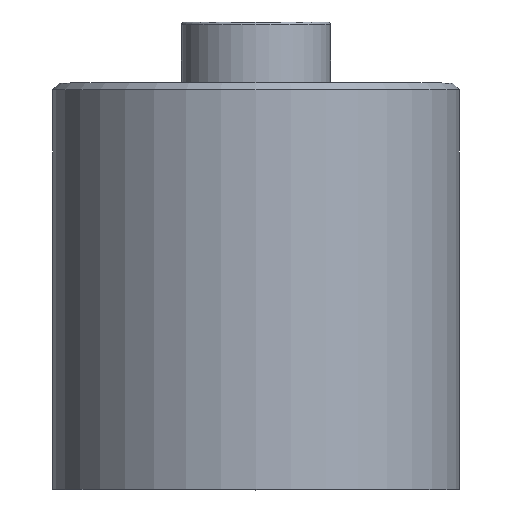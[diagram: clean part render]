
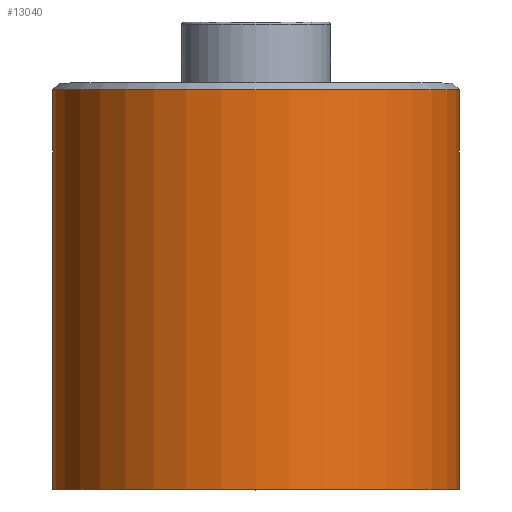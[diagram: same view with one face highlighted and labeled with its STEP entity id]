
A CAD part, top view. The second image highlights one B-rep face of the part: STEP entity #13040.
In plain terms, the highlighted cylindrical face has radius 15 mm (diameter 30 mm), a partial arc.
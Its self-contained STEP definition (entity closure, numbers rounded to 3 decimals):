
#386 = VERTEX_POINT ( 'NONE', #7627 ) ;
#592 = CIRCLE ( 'NONE', #9143, 15. ) ;
#602 = CIRCLE ( 'NONE', #9301, 15. ) ;
#1045 = LINE ( 'NONE', #12121, #14529 ) ;
#1352 = VERTEX_POINT ( 'NONE', #14827 ) ;
#1500 = EDGE_LOOP ( 'NONE', ( #13854, #5672, #4921, #14410 ) ) ;
#2632 = DIRECTION ( 'NONE',  ( 0., -1., 0. ) ) ;
#4206 = DIRECTION ( 'NONE',  ( -1., 0., 0. ) ) ;
#4921 = ORIENTED_EDGE ( 'NONE', *, *, #6231, .F. ) ;
#5306 = VERTEX_POINT ( 'NONE', #12677 ) ;
#5627 = VERTEX_POINT ( 'NONE', #5739 ) ;
#5672 = ORIENTED_EDGE ( 'NONE', *, *, #10761, .T. ) ;
#5739 = CARTESIAN_POINT ( 'NONE',  ( 15., 29.5, 0. ) ) ;
#6110 = VECTOR ( 'NONE', #14743, 1000. ) ;
#6231 = EDGE_CURVE ( 'NONE', #386, #1352, #592, .T. ) ;
#7627 = CARTESIAN_POINT ( 'NONE',  ( 15., 0., 0. ) ) ;
#8048 = CARTESIAN_POINT ( 'NONE',  ( 0., 0., 0. ) ) ;
#8125 = EDGE_CURVE ( 'NONE', #5627, #386, #1045, .T. ) ;
#9143 = AXIS2_PLACEMENT_3D ( 'NONE', #8048, #12948, #15308 ) ;
#9241 = LINE ( 'NONE', #13640, #6110 ) ;
#9301 = AXIS2_PLACEMENT_3D ( 'NONE', #12690, #14958, #4206 ) ;
#9538 = DIRECTION ( 'NONE',  ( 0., -1., 0. ) ) ;
#9964 = CYLINDRICAL_SURFACE ( 'NONE', #11329, 15. ) ;
#10761 = EDGE_CURVE ( 'NONE', #5306, #1352, #9241, .T. ) ;
#10806 = DIRECTION ( 'NONE',  ( 1., 0., 0. ) ) ;
#11329 = AXIS2_PLACEMENT_3D ( 'NONE', #14381, #2632, #10806 ) ;
#12121 = CARTESIAN_POINT ( 'NONE',  ( 15., 28., 0. ) ) ;
#12677 = CARTESIAN_POINT ( 'NONE',  ( -15., 29.5, 0. ) ) ;
#12690 = CARTESIAN_POINT ( 'NONE',  ( 0., 29.5, 0. ) ) ;
#12948 = DIRECTION ( 'NONE',  ( 0., -1., 0. ) ) ;
#13040 = ADVANCED_FACE ( 'NONE', ( #15439 ), #9964, .T. ) ;
#13206 = EDGE_CURVE ( 'NONE', #5627, #5306, #602, .T. ) ;
#13640 = CARTESIAN_POINT ( 'NONE',  ( -15., 28., 0. ) ) ;
#13854 = ORIENTED_EDGE ( 'NONE', *, *, #13206, .T. ) ;
#14381 = CARTESIAN_POINT ( 'NONE',  ( 0., 28., 0. ) ) ;
#14410 = ORIENTED_EDGE ( 'NONE', *, *, #8125, .F. ) ;
#14529 = VECTOR ( 'NONE', #9538, 1000. ) ;
#14743 = DIRECTION ( 'NONE',  ( 0., -1., 0. ) ) ;
#14827 = CARTESIAN_POINT ( 'NONE',  ( -15., 0., 0. ) ) ;
#14958 = DIRECTION ( 'NONE',  ( 0., -1., 0. ) ) ;
#15308 = DIRECTION ( 'NONE',  ( 1., 0., 0. ) ) ;
#15439 = FACE_OUTER_BOUND ( 'NONE', #1500, .T. ) ;
